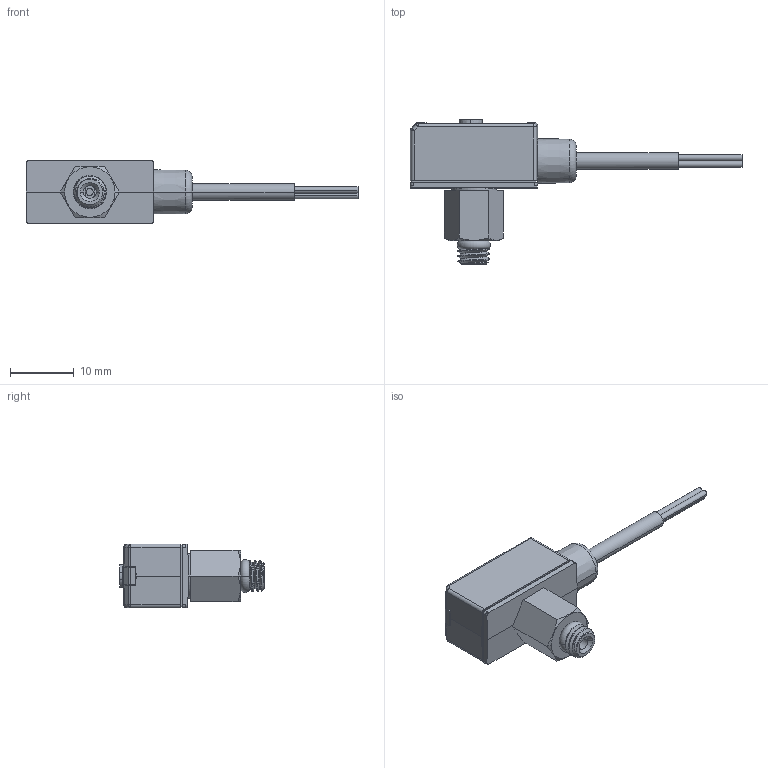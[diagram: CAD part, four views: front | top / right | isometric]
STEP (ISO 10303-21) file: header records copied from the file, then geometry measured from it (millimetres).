
FILE_DESCRIPTION((''),'2;1');
FILE_NAME('KP10_8M5_SW0001','2017-09-05T',('Vince.Chen'),(''),'CREO PARAMETRIC BY PTC INC, 2014500','CREO PARAMETRIC BY PTC INC, 2014500','');
FILE_SCHEMA(('CONFIG_CONTROL_DESIGN'));
Length unit declared in the file: inch
Products named in the file (1): KP10_8M5_SW0001
Bounding box: 52 x 22.62 x 10 mm (x, y, z)
Volume: 1791.9 mm3; surface area: 4024.4 mm2
Topology: 2 solids, 2 shells, 632 faces, 1690 edges, 1094 vertices
Faces by surface type: plane 421, cylinder 137, cone 34, bspline 17, torus 12, sphere 7, extrusion 4
Entity records: 22891 total; most frequent: CARTESIAN_POINT 7345, ORIENTED_EDGE 3380, DIRECTION 2937, EDGE_CURVE 1690, VECTOR 1225, LINE 1221, VERTEX_POINT 1094, AXIS2_PLACEMENT_3D 856
